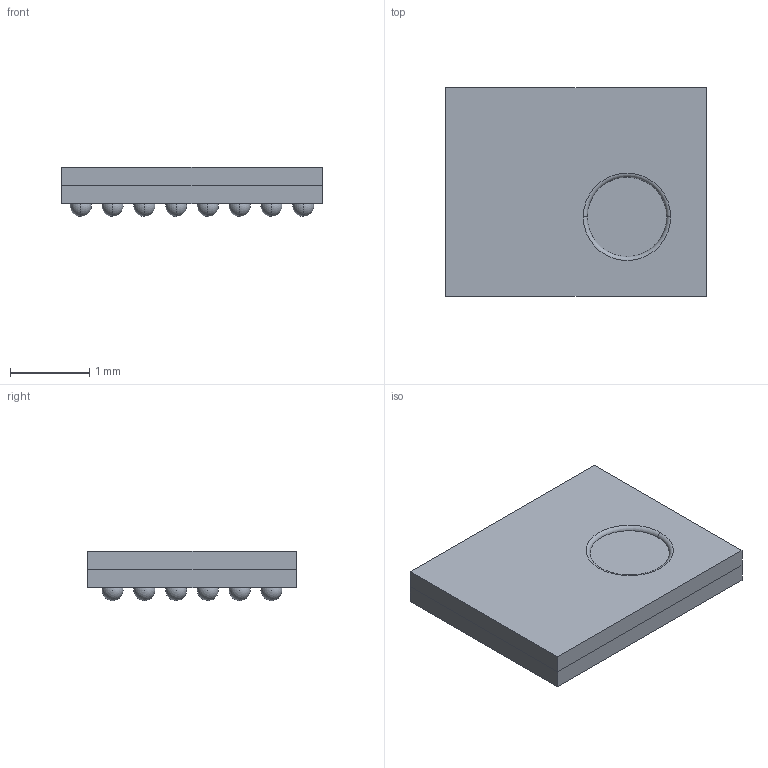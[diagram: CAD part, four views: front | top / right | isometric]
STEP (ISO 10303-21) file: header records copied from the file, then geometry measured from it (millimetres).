
FILE_DESCRIPTION (( 'STEP AP214' ), '1' );
FILE_NAME ( 'NOVELDA_X4.STEP', '2022-02-21T15:01:35', ( '' ), ( '' ), '', '©2017 PCB Libraries, Inc.', '' );
FILE_SCHEMA (( 'AUTOMOTIVE_DESIGN' ));
Length unit declared in the file: millimetre
Products named in the file (1): NOVELDA_X4
Bounding box: 3.28 x 2.63 x 0.62 mm (x, y, z)
Volume: 4.4 mm3; surface area: 49.7 mm2
Topology: 46 solids, 46 shells, 103 faces, 338 edges, 240 vertices
Faces by surface type: sphere 88, plane 13, torus 2
Entity records: 2858 total; most frequent: DIRECTION 420, CARTESIAN_POINT 330, ORIENTED_EDGE 236, AXIS2_PLACEMENT_3D 198, STYLED_ITEM 150, PRESENTATION_LAYER_ASSIGNMENT 150, MECHANICAL_DESIGN_GEOMETRIC_PRESENTATION_REPRESENTATION 150, EDGE_CURVE 118
